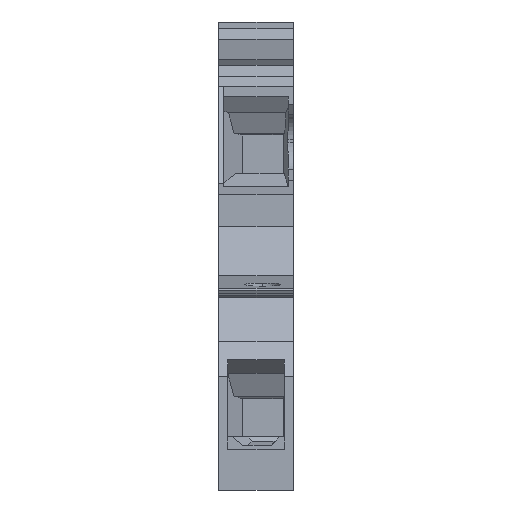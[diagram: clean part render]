
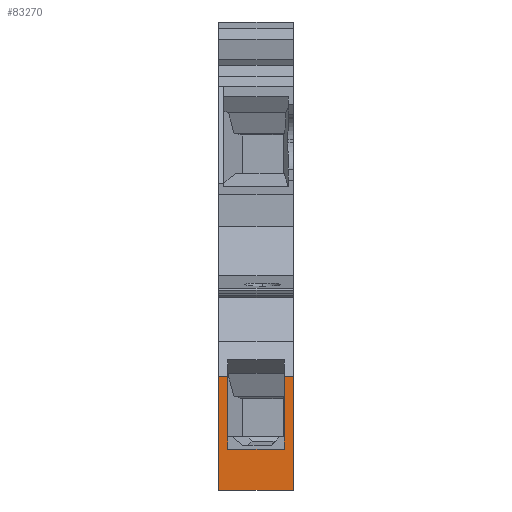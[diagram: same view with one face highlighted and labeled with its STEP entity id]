
A CAD part, front view. The second image highlights one B-rep face of the part: STEP entity #83270.
In plain terms, the highlighted face is planar.
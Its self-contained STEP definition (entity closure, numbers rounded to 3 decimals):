
#1350=CARTESIAN_POINT('',(-34.485,-10.448,
0.));
#1360=VERTEX_POINT('',#1350);
#1510=CARTESIAN_POINT('',(-34.485,-10.448,
-8.15));
#1520=VERTEX_POINT('',#1510);
#1550=CARTESIAN_POINT('',(-34.485,-10.448,0.));
#1560=DIRECTION('',(0.,0.,-1.));
#1570=VECTOR('',#1560,1.);
#1580=LINE('',#1550,#1570);
#1590=EDGE_CURVE('',#1360,#1520,#1580,.T.);
#9920=CARTESIAN_POINT('',(-35.994,1.841,
-8.15));
#9930=VERTEX_POINT('',#9920);
#9960=CARTESIAN_POINT('',(-35.768,0.,-8.15));
#9970=DIRECTION('',(0.122,-0.993,
0.));
#9980=VECTOR('',#9970,1.);
#9990=LINE('',#9960,#9980);
#10000=EDGE_CURVE('',#9930,#1520,#9990,.T.);
#31370=CARTESIAN_POINT('',(-35.031,-6.004,
-7.15));
#31380=VERTEX_POINT('',#31370);
#31410=CARTESIAN_POINT('',(-35.768,0.,-7.15));
#31420=DIRECTION('',(0.122,-0.993,
0.));
#31430=VECTOR('',#31420,1.);
#31440=LINE('',#31410,#31430);
#31450=CARTESIAN_POINT('',(-35.994,1.841,
-7.15));
#31460=VERTEX_POINT('',#31450);
#31470=EDGE_CURVE('',#31460,#31380,#31440,.T.);
#41240=CARTESIAN_POINT('',(-35.994,1.841,0.));
#41250=DIRECTION('',(0.,0.,-1.));
#41260=VECTOR('',#41250,1.);
#41270=LINE('',#41240,#41260);
#41280=CARTESIAN_POINT('',(-35.994,1.841,
0.));
#41290=VERTEX_POINT('',#41280);
#41300=CARTESIAN_POINT('',(-35.994,1.841,
-1.));
#41310=VERTEX_POINT('',#41300);
#41320=EDGE_CURVE('',#41290,#41310,#41270,.T.);
#41420=EDGE_CURVE('',#31460,#9930,#41270,.T.);
#46170=CARTESIAN_POINT('',(-35.768,0.,0.));
#46180=DIRECTION('',(-0.122,0.993,
0.));
#46190=VECTOR('',#46180,1.);
#46200=LINE('',#46170,#46190);
#46210=EDGE_CURVE('',#1360,#41290,#46200,.T.);
#83000=CARTESIAN_POINT('',(-35.154,-5.001,
-1.));
#83010=DIRECTION('',(-0.993,-0.122,
0.));
#83020=DIRECTION('',(0.122,-0.993,
0.));
#83030=AXIS2_PLACEMENT_3D('',#83000,#83010,#83020);
#83040=PLANE('',#83030);
#83050=ORIENTED_EDGE('',*,*,#31470,.F.);
#83060=CARTESIAN_POINT('',(-35.031,-6.004,0.));
#83070=DIRECTION('',(0.,0.,-1.));
#83080=VECTOR('',#83070,1.);
#83090=LINE('',#83060,#83080);
#83100=CARTESIAN_POINT('',(-35.031,-6.004,
-1.));
#83110=VERTEX_POINT('',#83100);
#83120=EDGE_CURVE('',#83110,#31380,#83090,.T.);
#83130=ORIENTED_EDGE('',*,*,#83120,.T.);
#83140=CARTESIAN_POINT('',(-35.768,0.,-1.));
#83150=DIRECTION('',(0.122,-0.993,
0.));
#83160=VECTOR('',#83150,1.);
#83170=LINE('',#83140,#83160);
#83180=EDGE_CURVE('',#41310,#83110,#83170,.T.);
#83190=ORIENTED_EDGE('',*,*,#83180,.T.);
#83200=ORIENTED_EDGE('',*,*,#41320,.T.);
#83210=ORIENTED_EDGE('',*,*,#46210,.T.);
#83220=ORIENTED_EDGE('',*,*,#1590,.F.);
#83230=ORIENTED_EDGE('',*,*,#10000,.T.);
#83240=ORIENTED_EDGE('',*,*,#41420,.T.);
#83250=EDGE_LOOP('',(#83240,#83230,#83220,#83210,#83200,#83190,#83130,
#83050));
#83260=FACE_OUTER_BOUND('',#83250,.T.);
#83270=ADVANCED_FACE('',(#83260),#83040,.T.);
